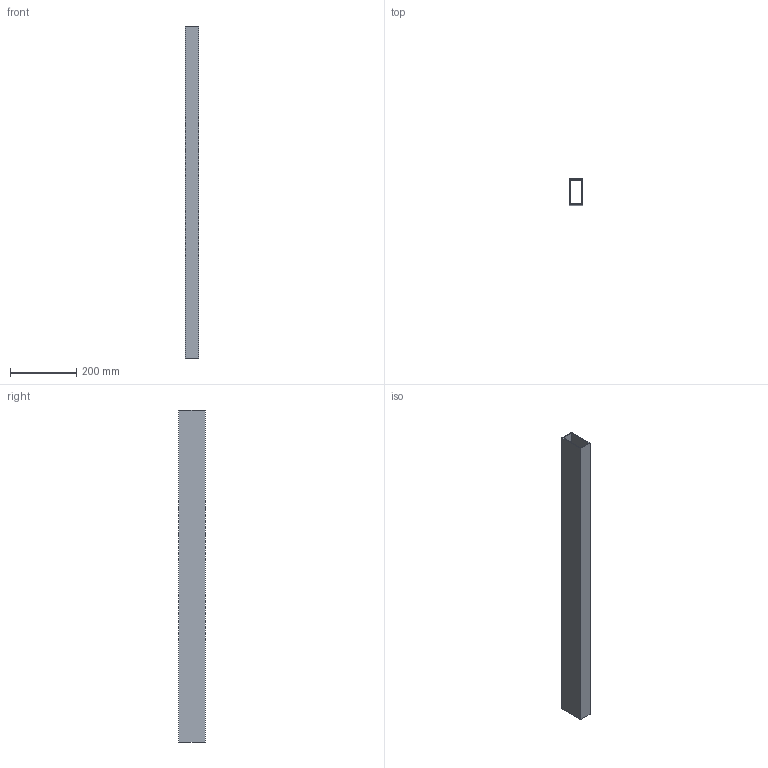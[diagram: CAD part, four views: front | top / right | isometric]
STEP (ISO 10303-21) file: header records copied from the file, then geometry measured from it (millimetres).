
FILE_DESCRIPTION (( 'STEP AP214' ), '1' );
FILE_NAME ('Ñáîðêà1.STEP', '2024-12-03T11:36:29', ( '' ), ( '' ), 'SwSTEP 2.0', 'SolidWorks 2024', '' );
FILE_SCHEMA (( 'AUTOMOTIVE_DESIGN' ));
Length unit declared in the file: millimetre
Products named in the file (2): PR4080S3 Профиль алюминиевый, квадрат 40x80x3 (Без покрытия)_00; Сборка1
Assembly tree (1 placements, depth 2):
  Сборка1
    PR4080S3 Профиль алюминиевый, квадрат 40x80x3 (Без покрытия)_00
Bounding box: 40 x 80 x 1000 mm (x, y, z)
Volume: 684000 mm3; surface area: 457368 mm2
Topology: 1 solids, 1 shells, 10 faces, 24 edges, 16 vertices
Faces by surface type: plane 10
Entity records: 347 total; most frequent: CARTESIAN_POINT 54, DIRECTION 52, ORIENTED_EDGE 48, EDGE_CURVE 24, VECTOR 24, LINE 24, VERTEX_POINT 16, AXIS2_PLACEMENT_3D 14
